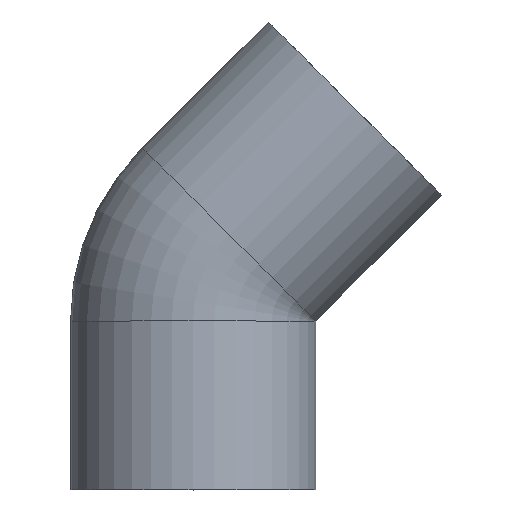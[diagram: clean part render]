
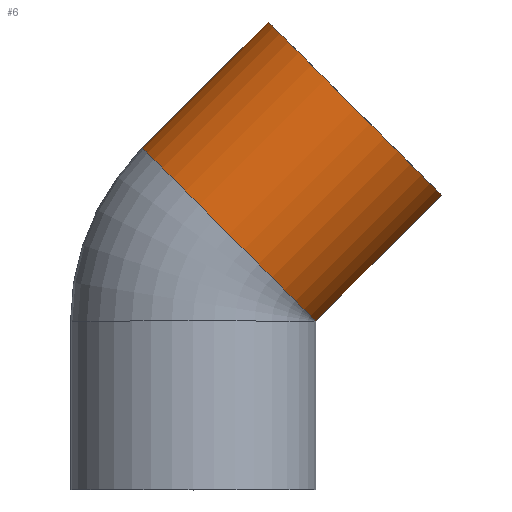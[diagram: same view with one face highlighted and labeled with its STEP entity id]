
A CAD part, top view. The second image highlights one B-rep face of the part: STEP entity #6.
In plain terms, the highlighted cylindrical face has radius 100 mm (diameter 200 mm), a partial arc.
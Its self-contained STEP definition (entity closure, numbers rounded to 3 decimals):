
#6 = ADVANCED_FACE ( 'NONE', ( #353 ), #43, .T. ) ;
#10 = DIRECTION ( 'NONE',  ( -0.707, 0.707, 0. ) ) ;
#14 = AXIS2_PLACEMENT_3D ( 'NONE', #31, #174, #318 ) ;
#17 = CIRCLE ( 'NONE', #14, 100. ) ;
#26 = LINE ( 'NONE', #168, #182 ) ;
#31 = CARTESIAN_POINT ( 'NONE',  ( 132., 311., 0. ) ) ;
#43 = CYLINDRICAL_SURFACE ( 'NONE', #304, 100. ) ;
#45 = CARTESIAN_POINT ( 'NONE',  ( -41.421, 279., 0. ) ) ;
#59 = VERTEX_POINT ( 'NONE', #163 ) ;
#65 = VERTEX_POINT ( 'NONE', #306 ) ;
#69 = CARTESIAN_POINT ( 'NONE',  ( -41.421, 279., 0. ) ) ;
#90 = VECTOR ( 'NONE', #216, 1000. ) ;
#95 = ORIENTED_EDGE ( 'NONE', *, *, #225, .T. ) ;
#104 = EDGE_LOOP ( 'NONE', ( #95, #392, #281, #137 ) ) ;
#122 = AXIS2_PLACEMENT_3D ( 'NONE', #319, #426, #142 ) ;
#123 = CIRCLE ( 'NONE', #122, 100. ) ;
#135 = EDGE_CURVE ( 'NONE', #65, #59, #26, .T. ) ;
#137 = ORIENTED_EDGE ( 'NONE', *, *, #271, .F. ) ;
#142 = DIRECTION ( 'NONE',  ( 0., 0., 1. ) ) ;
#152 = VERTEX_POINT ( 'NONE', #419 ) ;
#163 = CARTESIAN_POINT ( 'NONE',  ( 202.711, 240.289, 0. ) ) ;
#168 = CARTESIAN_POINT ( 'NONE',  ( 100., 137.579, 0. ) ) ;
#174 = DIRECTION ( 'NONE',  ( 0.707, 0.707, 0. ) ) ;
#182 = VECTOR ( 'NONE', #312, 1000. ) ;
#187 = CARTESIAN_POINT ( 'NONE',  ( 29.289, 208.289, 0. ) ) ;
#216 = DIRECTION ( 'NONE',  ( 0.707, 0.707, 0. ) ) ;
#225 = EDGE_CURVE ( 'NONE', #350, #65, #123, .T. ) ;
#271 = EDGE_CURVE ( 'NONE', #350, #152, #373, .T. ) ;
#281 = ORIENTED_EDGE ( 'NONE', *, *, #405, .F. ) ;
#304 = AXIS2_PLACEMENT_3D ( 'NONE', #187, #329, #10 ) ;
#306 = CARTESIAN_POINT ( 'NONE',  ( 100., 137.579, 0. ) ) ;
#312 = DIRECTION ( 'NONE',  ( 0.707, 0.707, 0. ) ) ;
#318 = DIRECTION ( 'NONE',  ( 0., 0., 1. ) ) ;
#319 = CARTESIAN_POINT ( 'NONE',  ( 29.289, 208.289, 0. ) ) ;
#329 = DIRECTION ( 'NONE',  ( 0.707, 0.707, 0. ) ) ;
#350 = VERTEX_POINT ( 'NONE', #45 ) ;
#353 = FACE_OUTER_BOUND ( 'NONE', #104, .T. ) ;
#373 = LINE ( 'NONE', #69, #90 ) ;
#392 = ORIENTED_EDGE ( 'NONE', *, *, #135, .T. ) ;
#405 = EDGE_CURVE ( 'NONE', #152, #59, #17, .T. ) ;
#419 = CARTESIAN_POINT ( 'NONE',  ( 61.289, 381.711, 0. ) ) ;
#426 = DIRECTION ( 'NONE',  ( 0.707, 0.707, 0. ) ) ;
